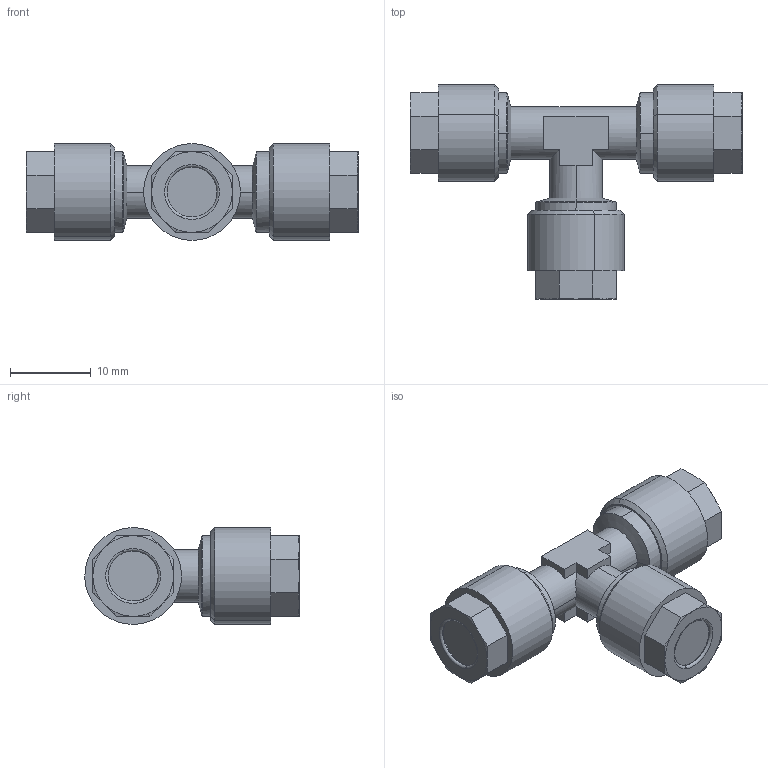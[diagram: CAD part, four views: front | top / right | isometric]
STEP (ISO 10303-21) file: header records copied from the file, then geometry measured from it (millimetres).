
FILE_DESCRIPTION (( 'STEP AP214' ), '1' );
FILE_NAME ('0123000003.step', '2012-09-28T13:25:57', ( '' ), ( '' ), 'SwSTEP 2.0', 'SolidWorks 2012', '' );
FILE_SCHEMA (( 'AUTOMOTIVE_DESIGN' ));
Length unit declared in the file: millimetre
Products named in the file (1): 0123000003
Bounding box: 41.2 x 26.59 x 11.99 mm (x, y, z)
Volume: 4492.5 mm3; surface area: 2379.1 mm2
Topology: 1 solids, 1 shells, 131 faces, 305 edges, 185 vertices
Faces by surface type: plane 54, cone 45, cylinder 22, torus 10
Entity records: 5221 total; most frequent: CARTESIAN_POINT 778, DIRECTION 636, ORIENTED_EDGE 610, EDGE_CURVE 305, AXIS2_PLACEMENT_3D 251, VERTEX_POINT 185, EDGE_LOOP 140, UNCERTAINTY_MEASURE_WITH_UNIT 134
